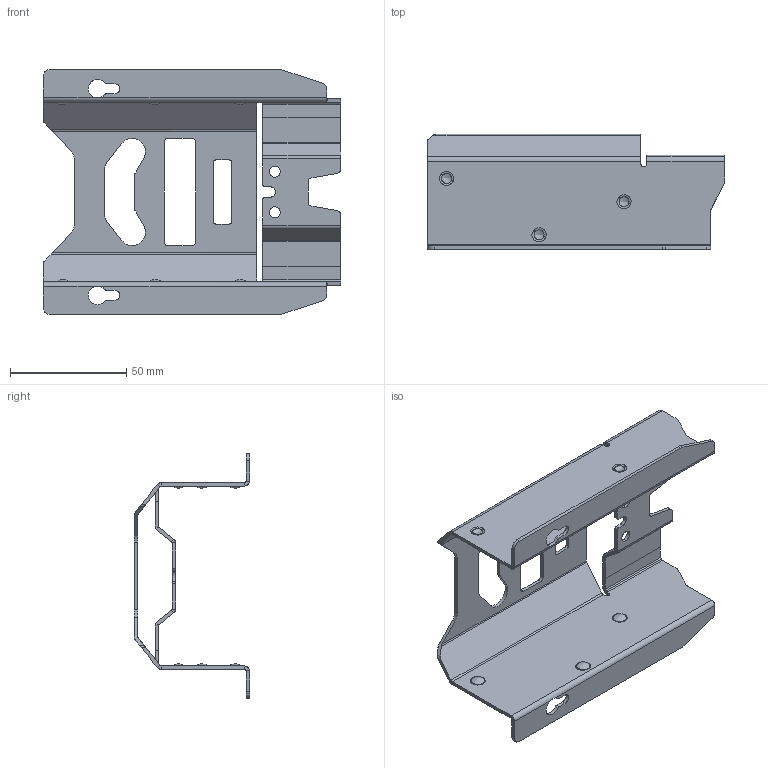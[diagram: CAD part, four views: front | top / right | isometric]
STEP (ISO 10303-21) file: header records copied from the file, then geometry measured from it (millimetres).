
FILE_DESCRIPTION((''),'2;1');
FILE_NAME('DM_CAD-2491','2017-01-18T',('creinig-se'),(''),'PRO/ENGINEER BY PARAMETRIC TECHNOLOGY CORPORATION, 2015440','PRO/ENGINEER BY PARAMETRIC TECHNOLOGY CORPORATION, 2015440','');
FILE_SCHEMA(('CONFIG_CONTROL_DESIGN'));
Length unit declared in the file: millimetre
Products named in the file (1): DM_CAD-2491
Bounding box: 127.75 x 49.5 x 105.3 mm (x, y, z)
Volume: 30984.6 mm3; surface area: 43206.6 mm2
Topology: 1 solids, 1 shells, 276 faces, 726 edges, 462 vertices
Faces by surface type: plane 165, cylinder 75, bspline 36
Entity records: 15069 total; most frequent: CARTESIAN_POINT 6099, ORIENTED_EDGE 1452, DIRECTION 1294, PRESENTATION_STYLE_ASSIGNMENT 727, STYLED_ITEM 727, CURVE_STYLE 726, EDGE_CURVE 726, VECTOR 470
